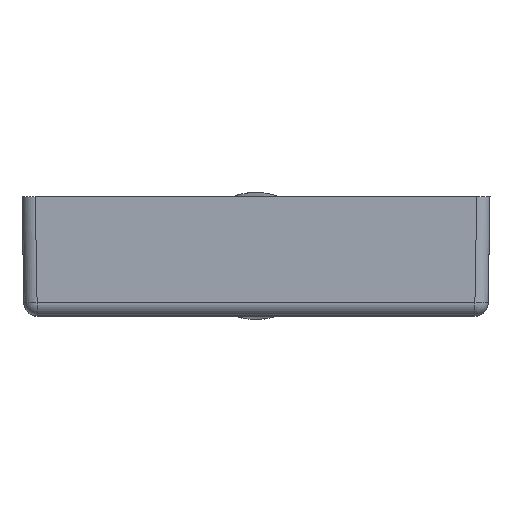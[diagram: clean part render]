
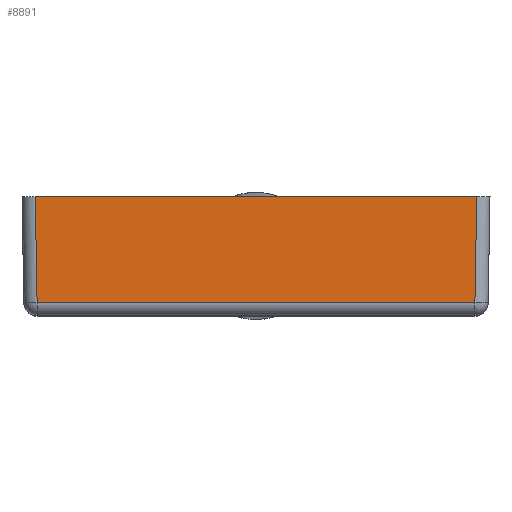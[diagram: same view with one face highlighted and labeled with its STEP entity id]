
A CAD part, top view. The second image highlights one B-rep face of the part: STEP entity #8891.
In plain terms, the highlighted planar face has unit normal (0, -0.018, 1).
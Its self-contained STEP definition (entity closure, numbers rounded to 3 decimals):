
#115 = DIRECTION ( 'NONE',  ( 0., -1., -0.017 ) ) ;
#243 = EDGE_CURVE ( 'NONE', #6064, #5251, #992, .T. ) ;
#252 = CARTESIAN_POINT ( 'NONE',  ( -26.5, 0., 14.5 ) ) ;
#497 = VECTOR ( 'NONE', #1129, 1000. ) ;
#774 = AXIS2_PLACEMENT_3D ( 'NONE', #8604, #8509, #115 ) ;
#992 = LINE ( 'NONE', #252, #497 ) ;
#1082 = EDGE_CURVE ( 'NONE', #7117, #5251, #3494, .T. ) ;
#1128 = EDGE_CURVE ( 'NONE', #6064, #1224, #4379, .T. ) ;
#1129 = DIRECTION ( 'NONE',  ( 1., 0., 0. ) ) ;
#1224 = VERTEX_POINT ( 'NONE', #3219 ) ;
#2146 = ORIENTED_EDGE ( 'NONE', *, *, #1128, .T. ) ;
#2374 = DIRECTION ( 'NONE',  ( 1., 0., 0. ) ) ;
#2605 = ORIENTED_EDGE ( 'NONE', *, *, #1082, .T. ) ;
#2793 = ORIENTED_EDGE ( 'NONE', *, *, #4265, .T. ) ;
#2827 = CARTESIAN_POINT ( 'NONE',  ( 24.79, -12.026, 14.29 ) ) ;
#3080 = CARTESIAN_POINT ( 'NONE',  ( 24.765, -12.026, 14.29 ) ) ;
#3219 = CARTESIAN_POINT ( 'NONE',  ( -24.79, -12.026, 14.29 ) ) ;
#3494 = LINE ( 'NONE', #5713, #4371 ) ;
#3635 = DIRECTION ( 'NONE',  ( 0.017, -1., -0.017 ) ) ;
#4265 = EDGE_CURVE ( 'NONE', #1224, #7117, #5346, .T. ) ;
#4269 = FACE_OUTER_BOUND ( 'NONE', #5802, .T. ) ;
#4371 = VECTOR ( 'NONE', #5842, 1000. ) ;
#4379 = LINE ( 'NONE', #7218, #6207 ) ;
#4406 = CARTESIAN_POINT ( 'NONE',  ( -25., 0., 14.5 ) ) ;
#5251 = VERTEX_POINT ( 'NONE', #8802 ) ;
#5346 = LINE ( 'NONE', #3080, #6549 ) ;
#5713 = CARTESIAN_POINT ( 'NONE',  ( 24.985, -0.898, 14.484 ) ) ;
#5802 = EDGE_LOOP ( 'NONE', ( #2146, #2793, #2605, #7481 ) ) ;
#5842 = DIRECTION ( 'NONE',  ( 0.017, 1., 0.017 ) ) ;
#6064 = VERTEX_POINT ( 'NONE', #4406 ) ;
#6207 = VECTOR ( 'NONE', #3635, 1000. ) ;
#6549 = VECTOR ( 'NONE', #2374, 1000. ) ;
#7063 = PLANE ( 'NONE',  #774 ) ;
#7117 = VERTEX_POINT ( 'NONE', #2827 ) ;
#7218 = CARTESIAN_POINT ( 'NONE',  ( -25.001, 0.026, 14.5 ) ) ;
#7481 = ORIENTED_EDGE ( 'NONE', *, *, #243, .F. ) ;
#8509 = DIRECTION ( 'NONE',  ( 0., -0.017, 1. ) ) ;
#8604 = CARTESIAN_POINT ( 'NONE',  ( -26.5, 0., 14.5 ) ) ;
#8802 = CARTESIAN_POINT ( 'NONE',  ( 25., 0., 14.5 ) ) ;
#8891 = ADVANCED_FACE ( 'NONE', ( #4269 ), #7063, .T. ) ;
